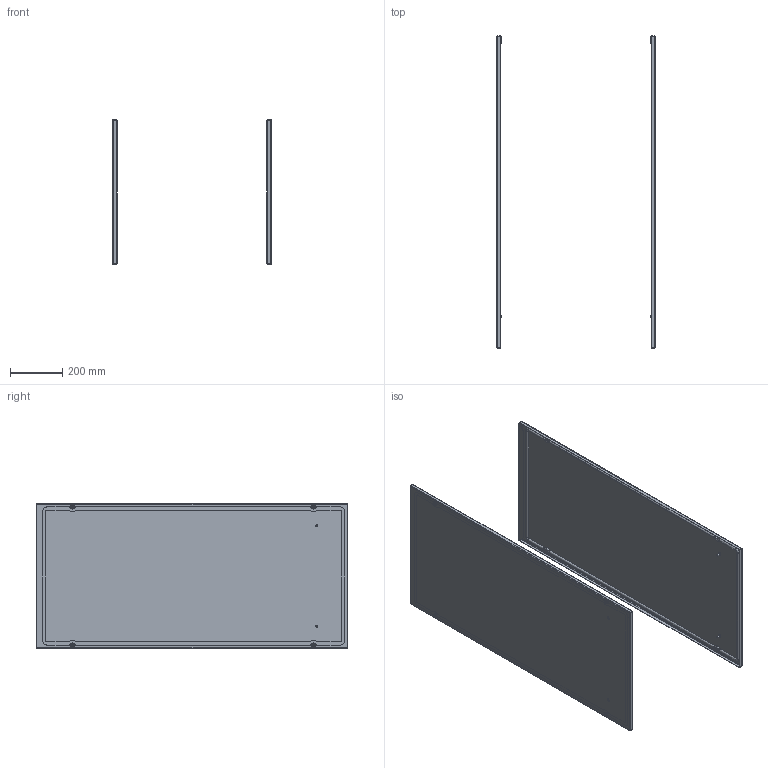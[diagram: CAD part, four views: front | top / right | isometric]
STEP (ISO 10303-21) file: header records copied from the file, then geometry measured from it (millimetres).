
FILE_DESCRIPTION (( 'STEP AP203' ), '1' );
FILE_NAME ('UR43101130600 Ñòåíêà áîêîâàÿ RS52 120.60 (2øò) (000.801.431-01) .STEP', '2022-04-12T08:54:37', ( '' ), ( '' ), 'SwSTEP 2.0', 'SolidWorks 2017', '' );
FILE_SCHEMA (( 'CONFIG_CONTROL_DESIGN' ));
Length unit declared in the file: millimetre
Products named in the file (7): 000.130.400 Ñòåíêà áîêîâàÿ RS52 120.00_01 (00.60); Âèíò ISO 7380-2 TX_Œ5å12; UR43101130600 Ñòåíêà áîêîâàÿ RS52 120.60 (2øò)  (000.801.431-01) ; Øïèëüêà çàçåìëåíèÿ CKF CS_Œ6å16; 005-338 Ïàíåëü ñòåíêè áîêîâîé RS52 120.00_01 (00.60); 000.132.174 Îñíîâàíèå ñòåíêè áîêîâîé RS52 120.00_01 (00.60); Óïëîòíèòåëü ÏÏÓ äëÿ ñòåíêè áîêîâîé RS52_01 (120å60)
Assembly tree (15 placements, depth 4):
  UR43101130600 Ñòåíêà áîêîâàÿ RS52 120.60 (2øò)  (000.801.431-01) 
    000.130.400 Ñòåíêà áîêîâàÿ RS52 120.00_01 (00.60)  x2
      000.132.174 Îñíîâàíèå ñòåíêè áîêîâîé RS52 120.00_01 (00.60)
        005-338 Ïàíåëü ñòåíêè áîêîâîé RS52 120.00_01 (00.60)
        Øïèëüêà çàçåìëåíèÿ CKF CS_Œ6å16  x2
      Óïëîòíèòåëü ÏÏÓ äëÿ ñòåíêè áîêîâîé RS52_01 (120å60)
    Âèíò ISO 7380-2 TX_Œ5å12  x8
Bounding box: 608.8 x 1197 x 556 mm (x, y, z)
Volume: 2408493.1 mm3; surface area: 3117690.3 mm2
Topology: 16 solids, 16 shells, 666 faces, 1832 edges, 1232 vertices
Faces by surface type: cylinder 256, plane 218, torus 132, bspline 36, cone 24
Entity records: 8069 total; most frequent: CARTESIAN_POINT 2435, DIRECTION 1031, ORIENTED_EDGE 950, EDGE_CURVE 475, AXIS2_PLACEMENT_3D 432, VERTEX_POINT 301, CIRCLE 229, EDGE_LOOP 218
